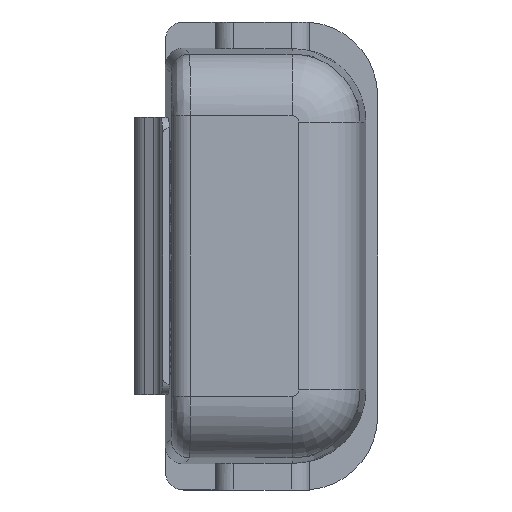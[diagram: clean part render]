
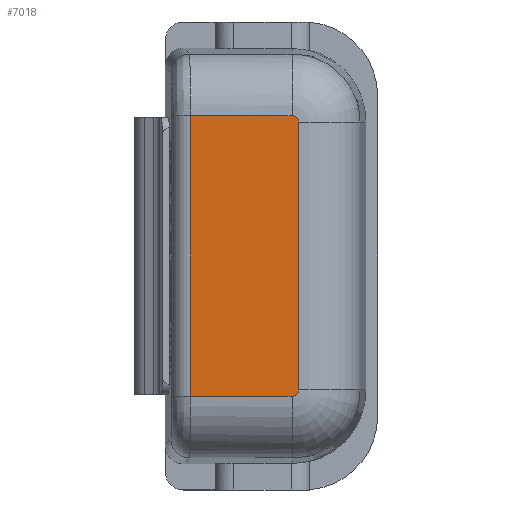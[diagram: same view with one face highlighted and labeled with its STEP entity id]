
A CAD part, left-side view. The second image highlights one B-rep face of the part: STEP entity #7018.
In plain terms, the highlighted face is planar.
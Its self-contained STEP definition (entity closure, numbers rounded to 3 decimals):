
#108 = CARTESIAN_POINT ( 'NONE',  ( 22.788, 10.3, -72. ) ) ;
#1716 = CARTESIAN_POINT ( 'NONE',  ( 21.75, 10.3, -72. ) ) ;
#1721 = FACE_OUTER_BOUND ( 'NONE', #33384, .T. ) ;
#2178 = CARTESIAN_POINT ( 'NONE',  ( -22.788, 10.3, -72. ) ) ;
#2758 = CARTESIAN_POINT ( 'NONE',  ( -21.75, 10.3, -72. ) ) ;
#2830 = DIRECTION ( 'NONE',  ( 0., 0., -1. ) ) ;
#3138 = EDGE_CURVE ( 'NONE', #21955, #11475, #38262, .T. ) ;
#3157 = DIRECTION ( 'NONE',  ( -1., 0., 0. ) ) ;
#3232 = AXIS2_PLACEMENT_3D ( 'NONE', #2758, #40037, #3157 ) ;
#4729 = CARTESIAN_POINT ( 'NONE',  ( 21.75, 11.338, -72. ) ) ;
#5602 = EDGE_CURVE ( 'NONE', #21443, #21955, #26312, .T. ) ;
#6754 = CARTESIAN_POINT ( 'NONE',  ( -22.788, 10.3, -72. ) ) ;
#7018 = ADVANCED_FACE ( 'NONE', ( #1721 ), #17024, .T. ) ;
#7920 = DIRECTION ( 'NONE',  ( 0., 1., 0. ) ) ;
#8536 = ORIENTED_EDGE ( 'NONE', *, *, #5602, .T. ) ;
#9263 = CARTESIAN_POINT ( 'NONE',  ( 21.75, 10.3, -72. ) ) ;
#9545 = CIRCLE ( 'NONE', #3232, 1.038 ) ;
#9574 = CARTESIAN_POINT ( 'NONE',  ( -22.788, -6.217, -72. ) ) ;
#10123 = AXIS2_PLACEMENT_3D ( 'NONE', #9263, #2830, #28412 ) ;
#11365 = VECTOR ( 'NONE', #7920, 1000. ) ;
#11475 = VERTEX_POINT ( 'NONE', #6754 ) ;
#11502 = VECTOR ( 'NONE', #16858, 1000. ) ;
#11757 = ORIENTED_EDGE ( 'NONE', *, *, #26864, .T. ) ;
#12569 = VECTOR ( 'NONE', #20170, 1000. ) ;
#15282 = CIRCLE ( 'NONE', #10123, 1.038 ) ;
#16200 = CARTESIAN_POINT ( 'NONE',  ( -22.788, -6.217, -72. ) ) ;
#16307 = ORIENTED_EDGE ( 'NONE', *, *, #3138, .T. ) ;
#16858 = DIRECTION ( 'NONE',  ( 0., -1., 0. ) ) ;
#17024 = PLANE ( 'NONE',  #36284 ) ;
#18529 = ORIENTED_EDGE ( 'NONE', *, *, #37257, .T. ) ;
#19496 = ORIENTED_EDGE ( 'NONE', *, *, #36324, .T. ) ;
#19540 = CARTESIAN_POINT ( 'NONE',  ( -21.75, 11.338, -72. ) ) ;
#19916 = DIRECTION ( 'NONE',  ( 0., 0., -1. ) ) ;
#20170 = DIRECTION ( 'NONE',  ( -1., 0., 0. ) ) ;
#20588 = EDGE_CURVE ( 'NONE', #35913, #21443, #20847, .T. ) ;
#20847 = LINE ( 'NONE', #26207, #11502 ) ;
#21443 = VERTEX_POINT ( 'NONE', #31214 ) ;
#21868 = CARTESIAN_POINT ( 'NONE',  ( 21.75, 11.338, -72. ) ) ;
#21955 = VERTEX_POINT ( 'NONE', #9574 ) ;
#25936 = ORIENTED_EDGE ( 'NONE', *, *, #20588, .T. ) ;
#26207 = CARTESIAN_POINT ( 'NONE',  ( 22.788, -9.165, -72. ) ) ;
#26312 = LINE ( 'NONE', #16200, #12569 ) ;
#26864 = EDGE_CURVE ( 'NONE', #39465, #35913, #15282, .T. ) ;
#28412 = DIRECTION ( 'NONE',  ( -1., 0., 0. ) ) ;
#29072 = LINE ( 'NONE', #21868, #38820 ) ;
#29493 = DIRECTION ( 'NONE',  ( -1., 0., 0. ) ) ;
#31214 = CARTESIAN_POINT ( 'NONE',  ( 22.788, -6.217, -72. ) ) ;
#33259 = VERTEX_POINT ( 'NONE', #19540 ) ;
#33384 = EDGE_LOOP ( 'NONE', ( #25936, #8536, #16307, #19496, #18529, #11757 ) ) ;
#35913 = VERTEX_POINT ( 'NONE', #108 ) ;
#36284 = AXIS2_PLACEMENT_3D ( 'NONE', #1716, #19916, #29493 ) ;
#36324 = EDGE_CURVE ( 'NONE', #11475, #33259, #9545, .T. ) ;
#37257 = EDGE_CURVE ( 'NONE', #33259, #39465, #29072, .T. ) ;
#37657 = DIRECTION ( 'NONE',  ( 1., 0., 0. ) ) ;
#38262 = LINE ( 'NONE', #2178, #11365 ) ;
#38820 = VECTOR ( 'NONE', #37657, 1000. ) ;
#39465 = VERTEX_POINT ( 'NONE', #4729 ) ;
#40037 = DIRECTION ( 'NONE',  ( 0., 0., -1. ) ) ;
